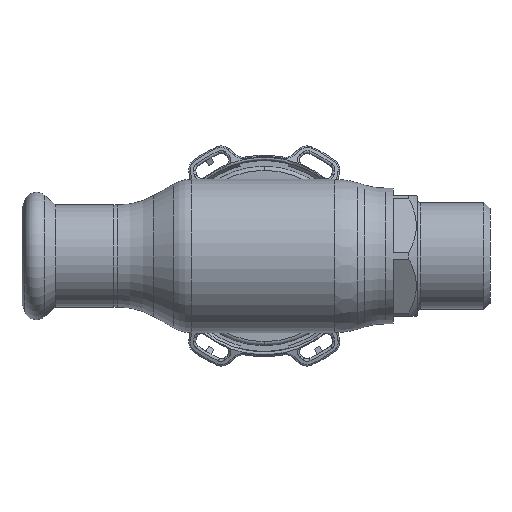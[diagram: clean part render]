
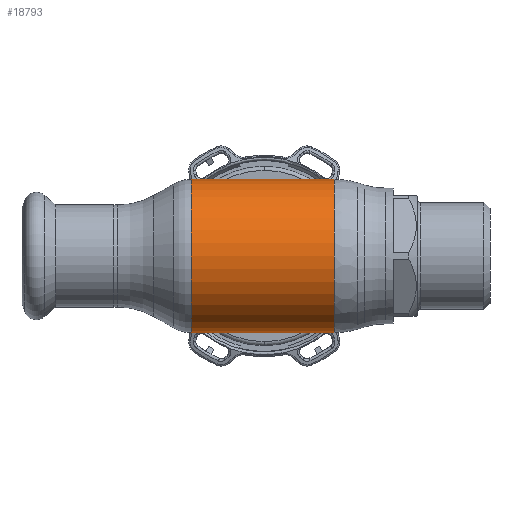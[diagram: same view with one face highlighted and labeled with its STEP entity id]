
A CAD part, front view. The second image highlights one B-rep face of the part: STEP entity #18793.
In plain terms, the highlighted cylindrical face has radius 19 mm (diameter 38 mm), a partial arc.
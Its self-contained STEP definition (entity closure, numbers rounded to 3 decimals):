
#59 = CARTESIAN_POINT ( 'NONE',  ( -62.69, 0., 0. ) ) ;
#249 = DIRECTION ( 'NONE',  ( 0., 0., 1. ) ) ;
#1154 = VERTEX_POINT ( 'NONE', #18868 ) ;
#1616 = CARTESIAN_POINT ( 'NONE',  ( 17.411, 0., 0. ) ) ;
#3241 = EDGE_CURVE ( 'NONE', #12977, #29887, #26727, .T. ) ;
#3717 = EDGE_CURVE ( 'NONE', #12977, #9006, #11496, .T. ) ;
#4898 = DIRECTION ( 'NONE',  ( -1., 0., 0. ) ) ;
#5029 = EDGE_LOOP ( 'NONE', ( #26244, #20534, #27667, #8135 ) ) ;
#8135 = ORIENTED_EDGE ( 'NONE', *, *, #34353, .F. ) ;
#9006 = VERTEX_POINT ( 'NONE', #31775 ) ;
#10943 = AXIS2_PLACEMENT_3D ( 'NONE', #1616, #4898, #15989 ) ;
#11496 = LINE ( 'NONE', #34188, #23289 ) ;
#12977 = VERTEX_POINT ( 'NONE', #13208 ) ;
#13208 = CARTESIAN_POINT ( 'NONE',  ( 17.411, 0., -19. ) ) ;
#13264 = AXIS2_PLACEMENT_3D ( 'NONE', #32945, #14056, #249 ) ;
#14056 = DIRECTION ( 'NONE',  ( -1., 0., 0. ) ) ;
#14587 = DIRECTION ( 'NONE',  ( -1., 0., 0. ) ) ;
#15465 = LINE ( 'NONE', #32146, #25092 ) ;
#15989 = DIRECTION ( 'NONE',  ( 0., 0., 1. ) ) ;
#18793 = ADVANCED_FACE ( 'NONE', ( #24886 ), #22324, .T. ) ;
#18868 = CARTESIAN_POINT ( 'NONE',  ( -18.088, 0., 19. ) ) ;
#20534 = ORIENTED_EDGE ( 'NONE', *, *, #3241, .T. ) ;
#22324 = CYLINDRICAL_SURFACE ( 'NONE', #23441, 19. ) ;
#23289 = VECTOR ( 'NONE', #14587, 1000. ) ;
#23441 = AXIS2_PLACEMENT_3D ( 'NONE', #59, #33463, #30705 ) ;
#23731 = CARTESIAN_POINT ( 'NONE',  ( 17.411, 0., 19. ) ) ;
#24886 = FACE_OUTER_BOUND ( 'NONE', #5029, .T. ) ;
#25092 = VECTOR ( 'NONE', #34893, 1000. ) ;
#26244 = ORIENTED_EDGE ( 'NONE', *, *, #3717, .F. ) ;
#26727 = CIRCLE ( 'NONE', #10943, 19. ) ;
#27667 = ORIENTED_EDGE ( 'NONE', *, *, #35834, .T. ) ;
#29061 = CIRCLE ( 'NONE', #13264, 19. ) ;
#29887 = VERTEX_POINT ( 'NONE', #23731 ) ;
#30705 = DIRECTION ( 'NONE',  ( 0., 0., 1. ) ) ;
#31775 = CARTESIAN_POINT ( 'NONE',  ( -18.088, 0., -19. ) ) ;
#32146 = CARTESIAN_POINT ( 'NONE',  ( -62.69, 0., 19. ) ) ;
#32945 = CARTESIAN_POINT ( 'NONE',  ( -18.088, 0., 0. ) ) ;
#33463 = DIRECTION ( 'NONE',  ( -1., 0., 0. ) ) ;
#34188 = CARTESIAN_POINT ( 'NONE',  ( -62.69, 0., -19. ) ) ;
#34353 = EDGE_CURVE ( 'NONE', #9006, #1154, #29061, .T. ) ;
#34893 = DIRECTION ( 'NONE',  ( -1., 0., 0. ) ) ;
#35834 = EDGE_CURVE ( 'NONE', #29887, #1154, #15465, .T. ) ;
